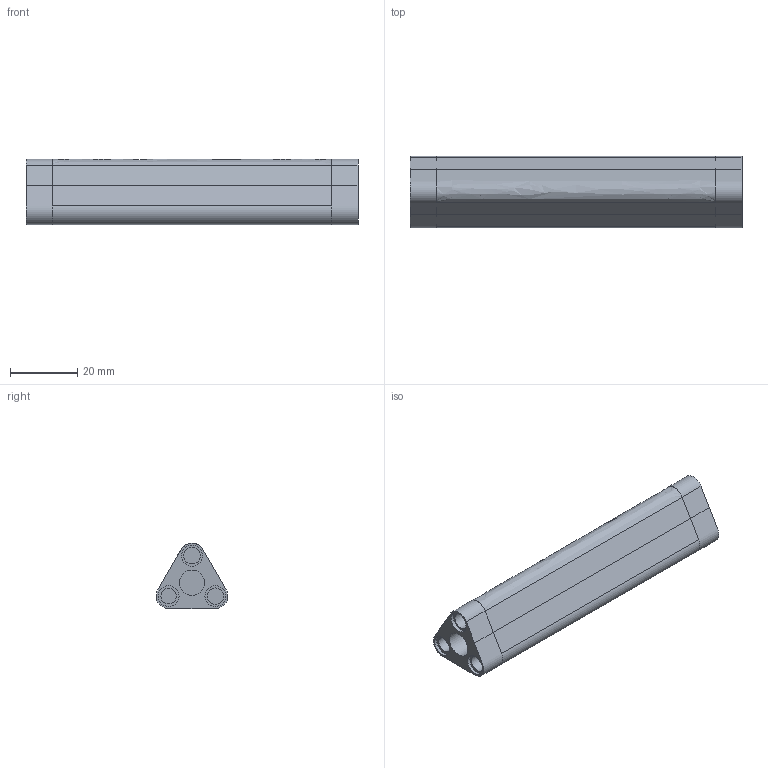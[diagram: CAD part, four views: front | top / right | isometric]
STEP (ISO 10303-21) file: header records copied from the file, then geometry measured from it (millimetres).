
FILE_DESCRIPTION(/* description */ (''),/* implementation_level */ '2;1');
FILE_NAME(/* name */ 'Wheel to wheel v3.step',/* time_stamp */ '2022-12-06T00:17:58-05:00',/* author */ (''),/* organization */ (''),/* preprocessor_version */ 'ST-DEVELOPER v19.2',/* originating_system */ 'Autodesk Translation Framework v11.17.0.187',/* authorisation */ '');
FILE_SCHEMA (('AUTOMOTIVE_DESIGN { 1 0 10303 214 3 1 1 }'));
Length unit declared in the file: millimetre
Products named in the file (3): Wheel to wheel; Wheel attach v1; Wheel attach v1 (1)
Assembly tree (2 placements, depth 2):
  Wheel to wheel
    Wheel attach v1
    Wheel attach v1 (1)
Bounding box: 98.5 x 21.26 x 19.43 mm (x, y, z)
Volume: 25950.9 mm3; surface area: 8807.3 mm2
Topology: 3 solids, 3 shells, 74 faces, 168 edges, 112 vertices
Faces by surface type: plane 45, cylinder 28, bspline 1
Full cylindrical faces by diameter (mm): 4.6 x2, 4.9 x4, 6.2 x12, 7.5 x2
Entity records: 2244 total; most frequent: CARTESIAN_POINT 404, DIRECTION 378, ORIENTED_EDGE 336, EDGE_CURVE 168, AXIS2_PLACEMENT_3D 134, VERTEX_POINT 112, LINE 110, VECTOR 110
